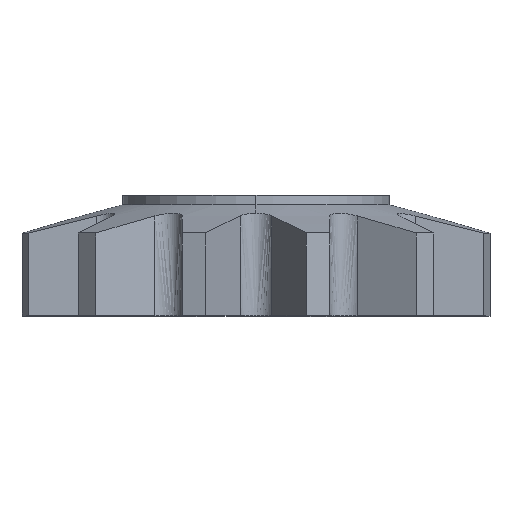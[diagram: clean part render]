
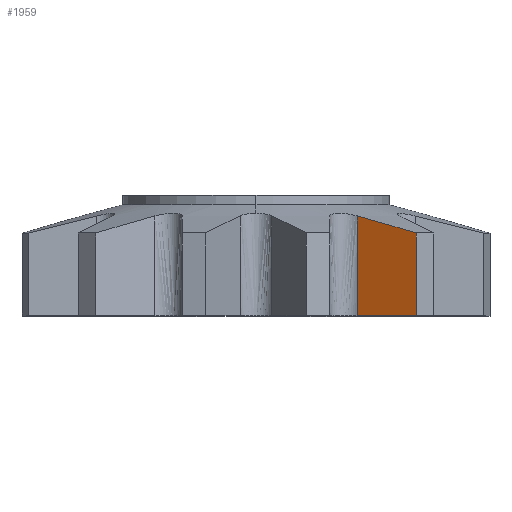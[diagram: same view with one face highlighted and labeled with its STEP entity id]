
A CAD part, top view. The second image highlights one B-rep face of the part: STEP entity #1959.
In plain terms, the highlighted free-form (B-spline) face has degree [1, 1] with [2, 2] control points.
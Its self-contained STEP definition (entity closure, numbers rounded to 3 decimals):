
#119 = VERTEX_POINT('',#120);
#120 = CARTESIAN_POINT('',(10.673,10.532,
    15.125));
#141 = EDGE_CURVE('',#119,#142,#144,.T.);
#142 = VERTEX_POINT('',#143);
#143 = CARTESIAN_POINT('',(16.907,8.733,
    18.724));
#144 = B_SPLINE_CURVE_WITH_KNOTS('',3,(#145,#146,#147,#148),
  .UNSPECIFIED.,.F.,.F.,(4,4),(0.,0.008),
  .PIECEWISE_BEZIER_KNOTS.);
#145 = CARTESIAN_POINT('',(10.673,10.532,
    15.125));
#146 = CARTESIAN_POINT('',(12.754,9.948,
    16.327));
#147 = CARTESIAN_POINT('',(14.831,9.344,17.526
    ));
#148 = CARTESIAN_POINT('',(16.907,8.733,
    18.724));
#1163 = VERTEX_POINT('',#1164);
#1164 = CARTESIAN_POINT('',(16.907,0.,
    18.724));
#1170 = EDGE_CURVE('',#1171,#1163,#1173,.T.);
#1171 = VERTEX_POINT('',#1172);
#1172 = CARTESIAN_POINT('',(10.673,0.,
    15.125));
#1173 = B_SPLINE_CURVE_WITH_KNOTS('',1,(#1174,#1175),.UNSPECIFIED.,.F.,
  .F.,(2,2),(0.,7.418),
  .PIECEWISE_BEZIER_KNOTS.);
#1174 = CARTESIAN_POINT('',(10.673,0.,
    15.125));
#1175 = CARTESIAN_POINT('',(16.907,0.,
    18.724));
#1783 = EDGE_CURVE('',#1163,#142,#1784,.T.);
#1784 = B_SPLINE_CURVE_WITH_KNOTS('',1,(#1785,#1786),.UNSPECIFIED.,.F.,
  .F.,(2,2),(0.,9.),.PIECEWISE_BEZIER_KNOTS.);
#1785 = CARTESIAN_POINT('',(16.907,0.,
    18.724));
#1786 = CARTESIAN_POINT('',(16.907,8.733,
    18.724));
#1945 = EDGE_CURVE('',#1171,#119,#1946,.T.);
#1946 = B_SPLINE_CURVE_WITH_KNOTS('',1,(#1947,#1948),.UNSPECIFIED.,.F.,
  .F.,(2,2),(0.,10.855),.PIECEWISE_BEZIER_KNOTS.);
#1947 = CARTESIAN_POINT('',(10.673,0.,
    15.125));
#1948 = CARTESIAN_POINT('',(10.673,10.532,
    15.125));
#1959 = ADVANCED_FACE('',(#1960),#1966,.T.);
#1960 = FACE_BOUND('',#1961,.T.);
#1961 = EDGE_LOOP('',(#1962,#1963,#1964,#1965));
#1962 = ORIENTED_EDGE('',*,*,#141,.F.);
#1963 = ORIENTED_EDGE('',*,*,#1945,.F.);
#1964 = ORIENTED_EDGE('',*,*,#1170,.T.);
#1965 = ORIENTED_EDGE('',*,*,#1783,.T.);
#1966 = B_SPLINE_SURFACE_WITH_KNOTS('',1,1,(
    (#1967,#1968)
    ,(#1969,#1970
    )),.UNSPECIFIED.,.F.,.F.,.F.,(2,2),(2,2),(0.,
    7.418),(0.,10.855),
  .PIECEWISE_BEZIER_KNOTS.);
#1967 = CARTESIAN_POINT('',(10.673,0.,
    15.125));
#1968 = CARTESIAN_POINT('',(10.673,10.532,
    15.125));
#1969 = CARTESIAN_POINT('',(16.907,0.,
    18.724));
#1970 = CARTESIAN_POINT('',(16.907,10.532,
    18.724));
